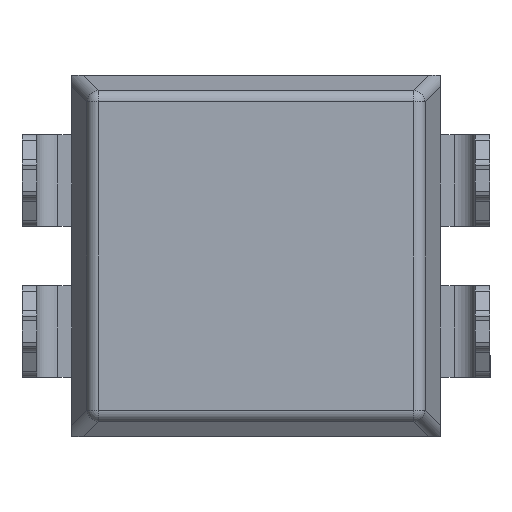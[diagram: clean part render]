
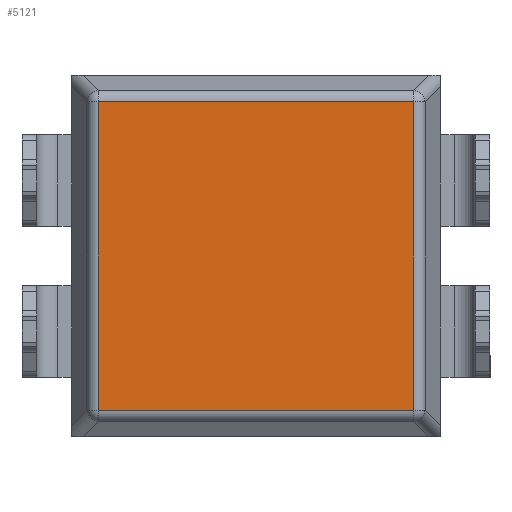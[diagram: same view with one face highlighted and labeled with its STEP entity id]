
A CAD part, front view. The second image highlights one B-rep face of the part: STEP entity #5121.
In plain terms, the highlighted planar face has unit normal (0, -1, 0).
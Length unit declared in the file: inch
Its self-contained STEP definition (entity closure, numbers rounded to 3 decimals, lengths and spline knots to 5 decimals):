
#79 = LINE ( 'NONE', #3746, #1101 ) ;
#83 = EDGE_LOOP ( 'NONE', ( #4102, #3408, #3691, #6593 ) ) ;
#756 = CARTESIAN_POINT ( 'NONE',  ( 0.24905, -0.00421, -0.20959 ) ) ;
#805 = CARTESIAN_POINT ( 'NONE',  ( 0.24905, -0.00421, -0.00556 ) ) ;
#1054 = VERTEX_POINT ( 'NONE', #805 ) ;
#1072 = LINE ( 'NONE', #1736, #6655 ) ;
#1101 = VECTOR ( 'NONE', #1187, 39.37008 ) ;
#1187 = DIRECTION ( 'NONE',  ( -1., 0., 0. ) ) ;
#1736 = CARTESIAN_POINT ( 'NONE',  ( 0.45781, -0.00421, -0.00556 ) ) ;
#2160 = PLANE ( 'NONE',  #6581 ) ;
#2656 = DIRECTION ( 'NONE',  ( 0., 0., 1. ) ) ;
#2722 = DIRECTION ( 'NONE',  ( 0., 0., 1. ) ) ;
#3278 = DIRECTION ( 'NONE',  ( 0., 1., 0. ) ) ;
#3408 = ORIENTED_EDGE ( 'NONE', *, *, #7432, .F. ) ;
#3691 = ORIENTED_EDGE ( 'NONE', *, *, #6008, .T. ) ;
#3746 = CARTESIAN_POINT ( 'NONE',  ( 0.45781, -0.00421, -0.20959 ) ) ;
#3769 = DIRECTION ( 'NONE',  ( 0., 0., -1. ) ) ;
#3889 = CARTESIAN_POINT ( 'NONE',  ( 0.24612, -0.00421, -0.40758 ) ) ;
#4102 = ORIENTED_EDGE ( 'NONE', *, *, #6399, .T. ) ;
#4448 = LINE ( 'NONE', #6922, #6296 ) ;
#4639 = CARTESIAN_POINT ( 'NONE',  ( 0.45781, -0.00421, -0.20959 ) ) ;
#4881 = VECTOR ( 'NONE', #3769, 39.37008 ) ;
#4905 = CARTESIAN_POINT ( 'NONE',  ( 0.45781, -0.00421, -0.00556 ) ) ;
#5105 = VERTEX_POINT ( 'NONE', #756 ) ;
#5114 = CARTESIAN_POINT ( 'NONE',  ( 0.24905, -0.00421, -0.00556 ) ) ;
#5121 = ADVANCED_FACE ( 'NONE', ( #7719 ), #2160, .F. ) ;
#5928 = VERTEX_POINT ( 'NONE', #4905 ) ;
#6008 = EDGE_CURVE ( 'NONE', #6628, #5928, #4448, .T. ) ;
#6296 = VECTOR ( 'NONE', #2722, 39.37008 ) ;
#6399 = EDGE_CURVE ( 'NONE', #1054, #5105, #7592, .T. ) ;
#6581 = AXIS2_PLACEMENT_3D ( 'NONE', #3889, #3278, #2656 ) ;
#6593 = ORIENTED_EDGE ( 'NONE', *, *, #6638, .T. ) ;
#6628 = VERTEX_POINT ( 'NONE', #4639 ) ;
#6638 = EDGE_CURVE ( 'NONE', #5928, #1054, #1072, .T. ) ;
#6655 = VECTOR ( 'NONE', #6735, 39.37008 ) ;
#6735 = DIRECTION ( 'NONE',  ( -1., 0., 0. ) ) ;
#6922 = CARTESIAN_POINT ( 'NONE',  ( 0.45781, -0.00421, -0.20959 ) ) ;
#7432 = EDGE_CURVE ( 'NONE', #6628, #5105, #79, .T. ) ;
#7592 = LINE ( 'NONE', #5114, #4881 ) ;
#7719 = FACE_OUTER_BOUND ( 'NONE', #83, .T. ) ;
